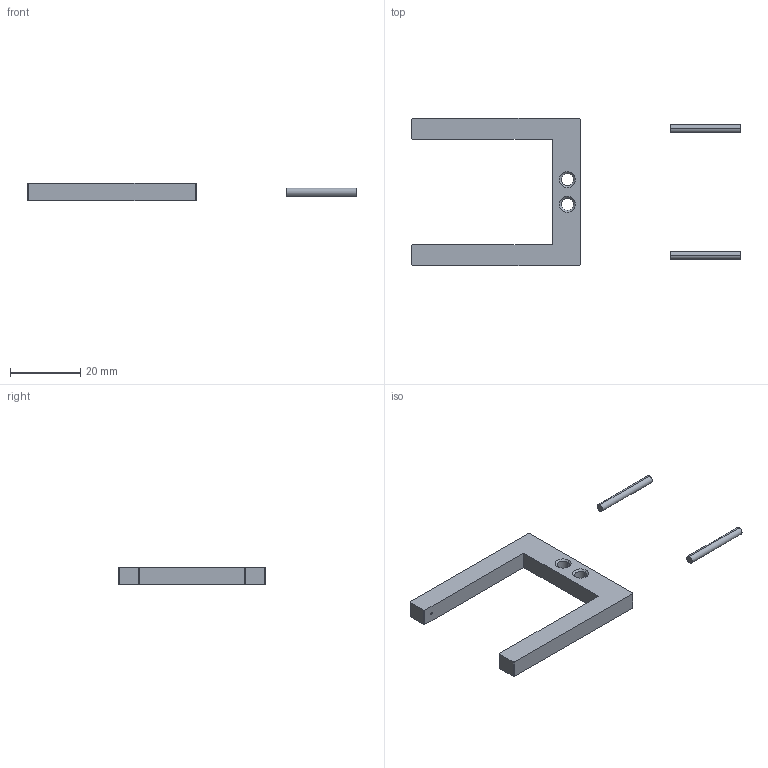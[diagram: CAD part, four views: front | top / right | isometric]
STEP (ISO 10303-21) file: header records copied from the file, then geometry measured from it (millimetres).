
FILE_DESCRIPTION((''),'2;1');
FILE_NAME('PUS-4030_ASM','2022-09-13T15:49:50',('Designer'),(''),'CREO PARAMETRIC BY PTC INC, 2022014','CREO PARAMETRIC BY PTC INC, 2022014','');
FILE_SCHEMA(('CONFIG_CONTROL_DESIGN'));
Length unit declared in the file: millimetre
Products named in the file (3): PUS-4030; HUTAO-PUS-4030; PUS-4030_ASM
Assembly tree (3 placements, depth 2):
  PUS-4030_ASM
    PUS-4030
    HUTAO-PUS-4030  x2
Bounding box: 93.5 x 42 x 5 mm (x, y, z)
Volume: 4128.5 mm3; surface area: 3277.9 mm2
Topology: 3 solids, 3 shells, 42 faces, 94 edges, 60 vertices
Faces by surface type: plane 22, cylinder 12, cone 8
Entity records: 1180 total; most frequent: DIRECTION 204, CARTESIAN_POINT 188, ORIENTED_EDGE 176, EDGE_CURVE 88, AXIS2_PLACEMENT_3D 72, VECTOR 60, LINE 60, VERTEX_POINT 56
